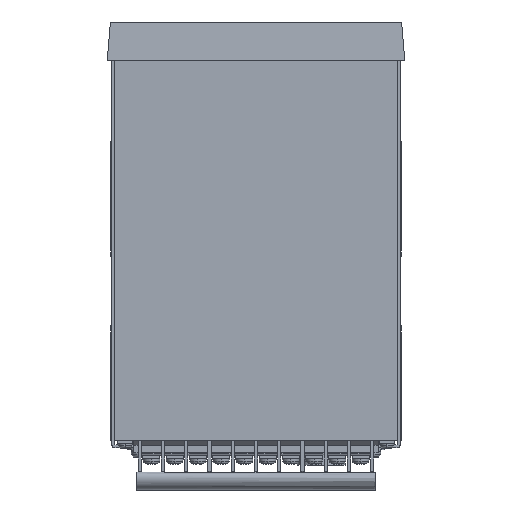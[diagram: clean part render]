
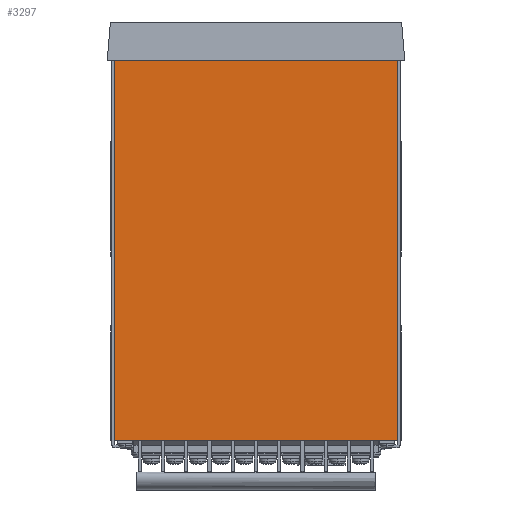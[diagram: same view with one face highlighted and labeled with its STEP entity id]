
A CAD part, front view. The second image highlights one B-rep face of the part: STEP entity #3297.
In plain terms, the highlighted planar face has unit normal (0, -1, 0).
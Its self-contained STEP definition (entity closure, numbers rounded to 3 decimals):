
#3297=ADVANCED_FACE('',(#19229),#19228,.T.);
#19228=PLANE('',#34452);
#19229=FACE_OUTER_BOUND('',#34453,.T.);
#34449=CARTESIAN_POINT('',(-54.6,-22.,-2.5));
#34450=DIRECTION('',(0.,-1.,0.));
#34451=DIRECTION('',(0.,0.,-1.));
#34452=AXIS2_PLACEMENT_3D('',#34449,#34450,#34451);
#34453=EDGE_LOOP('',(#46977,#46978,#46979,#46980));
#46977=ORIENTED_EDGE('',*,*,#54052,.T.);
#46978=ORIENTED_EDGE('',*,*,#54057,.T.);
#46979=ORIENTED_EDGE('',*,*,#54055,.F.);
#46980=ORIENTED_EDGE('',*,*,#51905,.T.);
#51905=EDGE_CURVE('',#70595,#70587,#70596,.T.);
#54052=EDGE_CURVE('',#70587,#84969,#84976,.T.);
#54055=EDGE_CURVE('',#70595,#84995,#84996,.T.);
#54057=EDGE_CURVE('',#84969,#84995,#85008,.T.);
#70587=VERTEX_POINT('',#101013);
#70595=VERTEX_POINT('',#101018);
#70596=LINE('',#101019,#101020);
#84969=VERTEX_POINT('',#109453);
#84976=LINE('',#109457,#109458);
#84995=VERTEX_POINT('',#109467);
#84996=LINE('',#109468,#109469);
#85008=LINE('',#109474,#109475);
#101013=CARTESIAN_POINT('',(45.5,-22.,-135.));
#101018=CARTESIAN_POINT('',(-45.5,-22.,-135.));
#101019=CARTESIAN_POINT('',(-45.5,-22.,-135.));
#101020=VECTOR('',#101021,91.);
#101021=DIRECTION('',(1.,0.,0.));
#109453=CARTESIAN_POINT('',(45.5,-22.,-12.5));
#109457=CARTESIAN_POINT('',(45.5,-22.,-135.));
#109458=VECTOR('',#109459,122.5);
#109459=DIRECTION('',(0.,0.,1.));
#109467=CARTESIAN_POINT('',(-45.5,-22.,-12.5));
#109468=CARTESIAN_POINT('',(-45.5,-22.,-135.));
#109469=VECTOR('',#109470,122.5);
#109470=DIRECTION('',(0.,0.,1.));
#109474=CARTESIAN_POINT('',(45.5,-22.,-12.5));
#109475=VECTOR('',#109476,91.);
#109476=DIRECTION('',(-1.,0.,0.));
